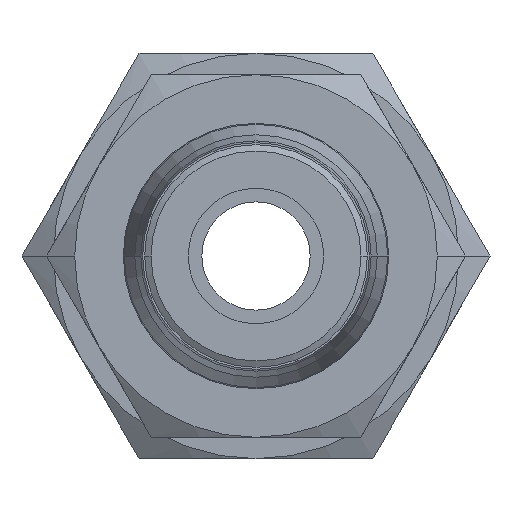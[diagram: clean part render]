
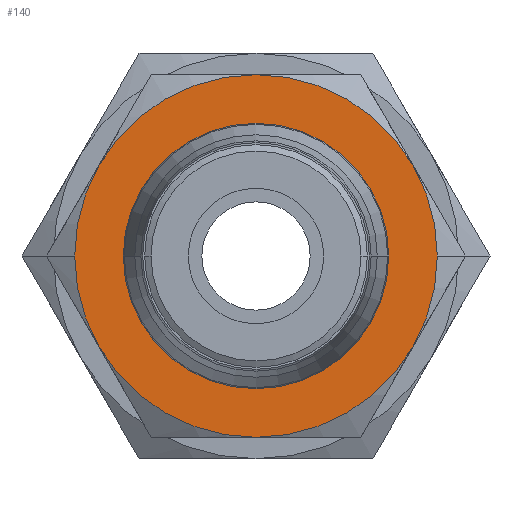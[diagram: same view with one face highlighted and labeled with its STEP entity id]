
A CAD part, left-side view. The second image highlights one B-rep face of the part: STEP entity #140.
In plain terms, the highlighted planar face has unit normal (-1, 0, 0).
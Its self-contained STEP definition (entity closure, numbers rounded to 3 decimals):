
#140=ADVANCED_FACE('',(#339,#340),#341,.T.);
#339=FACE_BOUND('',#579,.T.);
#340=FACE_OUTER_BOUND('',#580,.T.);
#341=PLANE('',#581);
#579=EDGE_LOOP('',(#1183,#1184));
#580=EDGE_LOOP('',(#1185,#1186,#1187,#1188,#1189,#1190,#1191,#1192));
#581=AXIS2_PLACEMENT_3D('',#1193,#1194,#1195);
#1183=ORIENTED_EDGE('',*,*,#1530,.T.);
#1184=ORIENTED_EDGE('',*,*,#1608,.T.);
#1185=ORIENTED_EDGE('',*,*,#1640,.T.);
#1186=ORIENTED_EDGE('',*,*,#1489,.T.);
#1187=ORIENTED_EDGE('',*,*,#1644,.T.);
#1188=ORIENTED_EDGE('',*,*,#1630,.T.);
#1189=ORIENTED_EDGE('',*,*,#1491,.T.);
#1190=ORIENTED_EDGE('',*,*,#1633,.T.);
#1191=ORIENTED_EDGE('',*,*,#1635,.T.);
#1192=ORIENTED_EDGE('',*,*,#1639,.T.);
#1193=CARTESIAN_POINT('',(-27.106,4.25,0.0));
#1194=DIRECTION('',(-1.0,0.,0.0));
#1195=DIRECTION('',(0.,1.0,0.0));
#1489=EDGE_CURVE('',#1734,#1736,#1738,.T.);
#1491=EDGE_CURVE('',#1742,#1739,#1743,.T.);
#1530=EDGE_CURVE('',#1811,#1809,#1812,.T.);
#1608=EDGE_CURVE('',#1809,#1811,#1932,.T.);
#1630=EDGE_CURVE('',#1961,#1742,#1962,.T.);
#1633=EDGE_CURVE('',#1739,#1964,#1966,.T.);
#1635=EDGE_CURVE('',#1964,#1968,#1970,.T.);
#1639=EDGE_CURVE('',#1968,#1974,#1976,.T.);
#1640=EDGE_CURVE('',#1974,#1734,#1977,.T.);
#1644=EDGE_CURVE('',#1736,#1961,#1982,.T.);
#1734=VERTEX_POINT('',#2112);
#1736=VERTEX_POINT('',#2115);
#1738=CIRCLE('',#2128,8.5);
#1739=VERTEX_POINT('',#2129);
#1742=VERTEX_POINT('',#2133);
#1743=CIRCLE('',#2134,8.5);
#1809=VERTEX_POINT('',#2233);
#1811=VERTEX_POINT('',#2236);
#1812=CIRCLE('',#2237,6.22);
#1932=CIRCLE('',#2390,6.22);
#1961=VERTEX_POINT('',#2436);
#1962=CIRCLE('',#2437,8.5);
#1964=VERTEX_POINT('',#2450);
#1966=CIRCLE('',#2463,8.5);
#1968=VERTEX_POINT('',#2465);
#1970=CIRCLE('',#2478,8.5);
#1974=VERTEX_POINT('',#2504);
#1976=CIRCLE('',#2517,8.5);
#1977=CIRCLE('',#2518,8.5);
#1982=CIRCLE('',#2556,8.5);
#2112=CARTESIAN_POINT('',(-27.106,8.5,0.));
#2115=CARTESIAN_POINT('',(-27.106,7.361,-4.25));
#2128=AXIS2_PLACEMENT_3D('',#2970,#2971,#2972);
#2129=CARTESIAN_POINT('',(-27.106,-8.5,0.));
#2133=CARTESIAN_POINT('',(-27.106,-7.361,-4.25));
#2134=AXIS2_PLACEMENT_3D('',#2974,#2975,#2976);
#2233=CARTESIAN_POINT('',(-27.106,6.22,0.));
#2236=CARTESIAN_POINT('',(-27.106,-6.22,0.));
#2237=AXIS2_PLACEMENT_3D('',#3042,#3043,#3044);
#2390=AXIS2_PLACEMENT_3D('',#3210,#3211,#3212);
#2436=CARTESIAN_POINT('',(-27.106,0.,-8.5));
#2437=AXIS2_PLACEMENT_3D('',#3261,#3262,#3263);
#2450=CARTESIAN_POINT('',(-27.106,-7.361,4.25));
#2463=AXIS2_PLACEMENT_3D('',#3264,#3265,#3266);
#2465=CARTESIAN_POINT('',(-27.106,0.,8.5));
#2478=AXIS2_PLACEMENT_3D('',#3267,#3268,#3269);
#2504=CARTESIAN_POINT('',(-27.106,7.361,4.25));
#2517=AXIS2_PLACEMENT_3D('',#3270,#3271,#3272);
#2518=AXIS2_PLACEMENT_3D('',#3273,#3274,#3275);
#2556=AXIS2_PLACEMENT_3D('',#3276,#3277,#3278);
#2970=CARTESIAN_POINT('',(-27.106,0.,0.0));
#2971=DIRECTION('',(-1.0,0.,0.0));
#2972=DIRECTION('',(0.,1.0,0.0));
#2974=CARTESIAN_POINT('',(-27.106,0.,0.0));
#2975=DIRECTION('',(-1.0,0.,0.0));
#2976=DIRECTION('',(0.,1.0,0.0));
#3042=CARTESIAN_POINT('',(-27.106,0.0,0.));
#3043=DIRECTION('',(1.0,0.,0.0));
#3044=DIRECTION('',(0.,1.0,0.0));
#3210=CARTESIAN_POINT('',(-27.106,0.0,0.));
#3211=DIRECTION('',(1.0,0.,0.0));
#3212=DIRECTION('',(0.,1.0,0.0));
#3261=CARTESIAN_POINT('',(-27.106,0.,0.0));
#3262=DIRECTION('',(-1.0,0.,0.0));
#3263=DIRECTION('',(0.,1.0,0.0));
#3264=CARTESIAN_POINT('',(-27.106,0.,0.0));
#3265=DIRECTION('',(-1.0,0.,0.0));
#3266=DIRECTION('',(0.,1.0,0.0));
#3267=CARTESIAN_POINT('',(-27.106,0.,0.0));
#3268=DIRECTION('',(-1.0,0.,0.0));
#3269=DIRECTION('',(0.,1.0,0.0));
#3270=CARTESIAN_POINT('',(-27.106,0.,0.0));
#3271=DIRECTION('',(-1.0,0.,0.0));
#3272=DIRECTION('',(0.,1.0,0.0));
#3273=CARTESIAN_POINT('',(-27.106,0.,0.0));
#3274=DIRECTION('',(-1.0,0.,0.0));
#3275=DIRECTION('',(0.,1.0,0.0));
#3276=CARTESIAN_POINT('',(-27.106,0.,0.0));
#3277=DIRECTION('',(-1.0,0.,0.0));
#3278=DIRECTION('',(0.,1.0,0.0));
